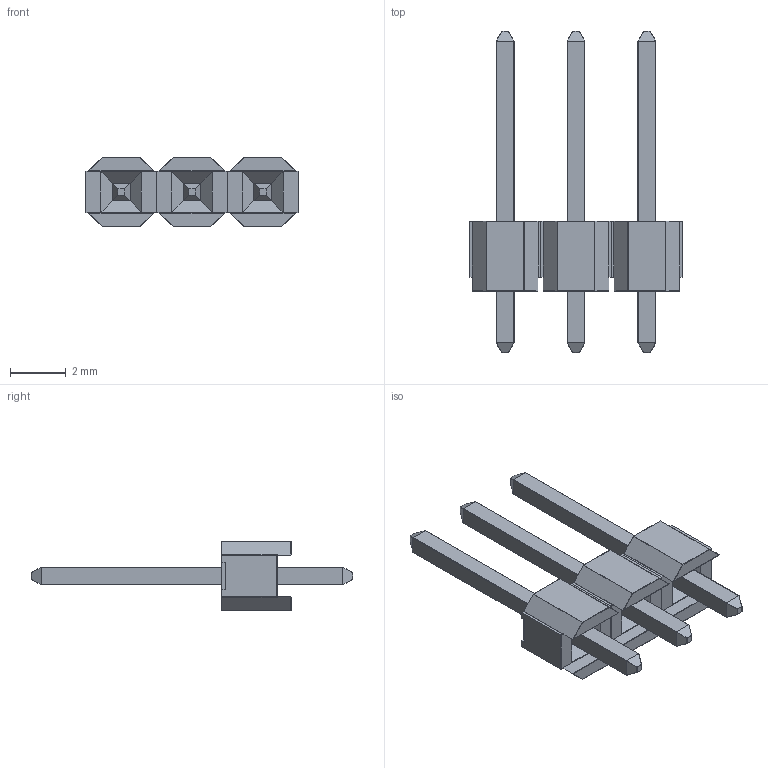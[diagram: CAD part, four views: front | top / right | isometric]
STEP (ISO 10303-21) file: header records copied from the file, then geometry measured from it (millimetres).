
FILE_DESCRIPTION (( 'STEP AP214' ), '1' );
FILE_NAME ('header-2.54-1x3.STEP', '2021-07-10T12:14:15', ( '' ), ( '' ), 'SwSTEP 2.0', 'SolidWorks 2021', '' );
FILE_SCHEMA (( 'AUTOMOTIVE_DESIGN' ));
Length unit declared in the file: millimetre
Products named in the file (3): header-2.54-1x3; header-2.54-body_默认; header-2.54-pin_默认
Assembly tree (6 placements, depth 2):
  header-2.54-1x3
    header-2.54-body_默认  x3
    header-2.54-pin_默认  x3
Bounding box: 7.62 x 11.5 x 2.5 mm (x, y, z)
Volume: 47 mm3; surface area: 201.5 mm2
Topology: 6 solids, 6 shells, 390 faces, 903 edges, 516 vertices
Faces by surface type: cylinder 186, plane 144, sphere 48, torus 12
Entity records: 3700 total; most frequent: CARTESIAN_POINT 741, DIRECTION 604, ORIENTED_EDGE 596, EDGE_CURVE 298, AXIS2_PLACEMENT_3D 211, LINE 182, VECTOR 182, VERTEX_POINT 172
